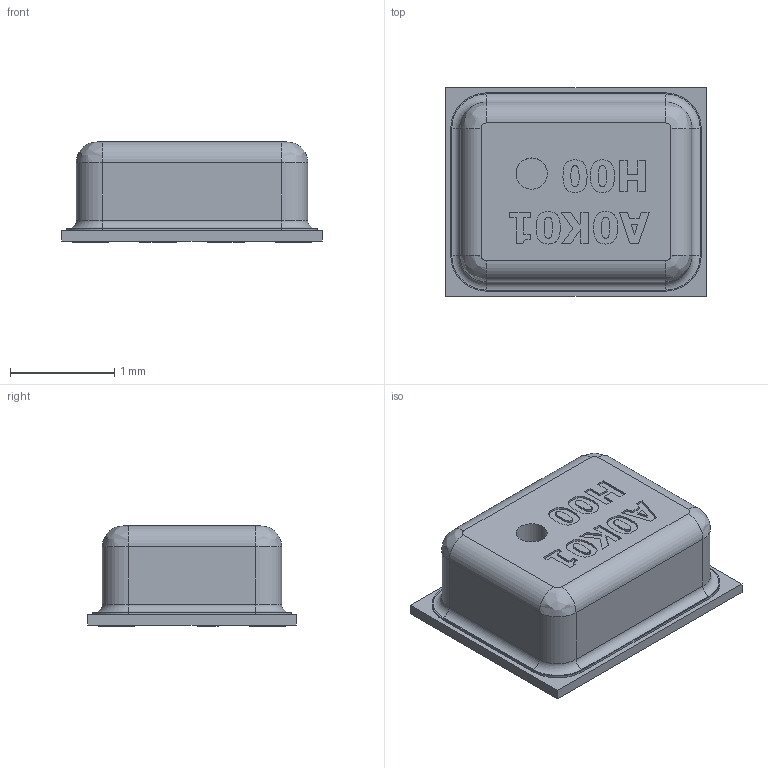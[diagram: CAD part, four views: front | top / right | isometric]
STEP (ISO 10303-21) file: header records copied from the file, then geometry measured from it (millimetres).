
FILE_DESCRIPTION(/* description */ (''),/* implementation_level */ '2;1');
FILE_NAME(/* name */ 'Goertek SPL06-001.stp',/* time_stamp */ '2023-08-08T09:53:21+03:00',/* author */ ('IDEAPAD'),/* organization */ (''),/* preprocessor_version */ 'ST-DEVELOPER v18.1',/* originating_system */ 'Autodesk Inventor 2021',/* authorisation */ '');
FILE_SCHEMA (('AUTOMOTIVE_DESIGN { 1 0 10303 214 3 1 1 }'));
Length unit declared in the file: millimetre
Products named in the file (1): Goertek SPL06-001
Bounding box: 2.5 x 2 x 0.96 mm (x, y, z)
Volume: 3.6 mm3; surface area: 28.4 mm2
Topology: 11 solids, 11 shells, 213 faces, 512 edges, 336 vertices
Faces by surface type: plane 138, bspline 54, cylinder 17, torus 4
Full cylindrical faces by diameter (mm): 0.3 x1
Entity records: 6608 total; most frequent: CARTESIAN_POINT 1900, ORIENTED_EDGE 1024, DIRECTION 774, EDGE_CURVE 512, LINE 370, VECTOR 370, VERTEX_POINT 336, EDGE_LOOP 228
